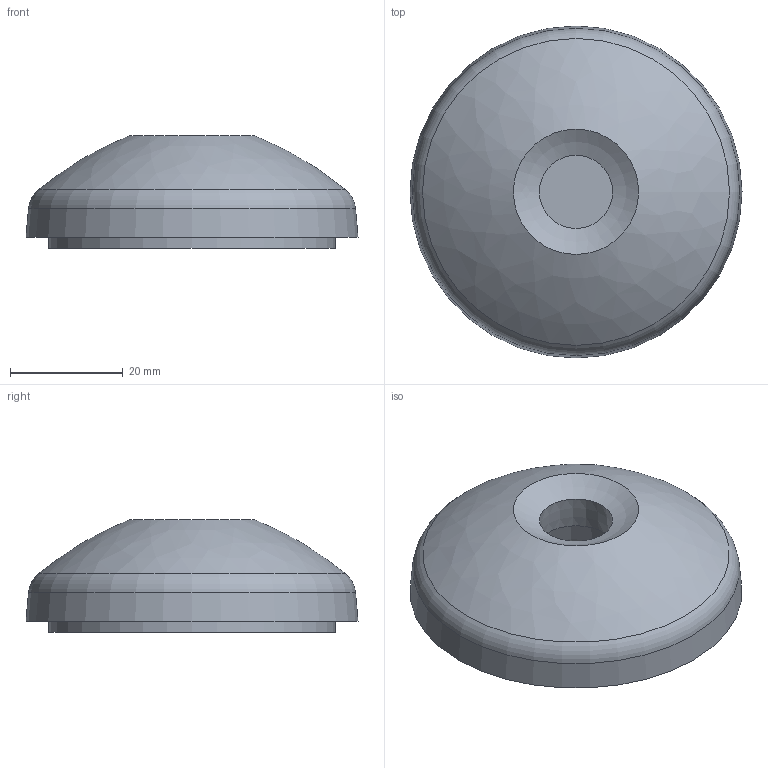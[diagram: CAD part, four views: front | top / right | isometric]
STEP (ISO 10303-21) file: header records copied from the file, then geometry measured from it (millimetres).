
FILE_DESCRIPTION(/* description */ ('Teller 60 mit Anti-Slip-Platte'),/* implementation_level */ '2;1');
FILE_NAME(/* name */ '203600403 Teller 60 mit Anti-Slip-Platte.stp',/* time_stamp */ '2020-02-05T09:13:51+01:00',/* author */ ('wheldmann'),/* organization */ (''),/* preprocessor_version */ 'ST-DEVELOPER v17.2',/* originating_system */ 'Autodesk Inventor 2019',/* authorisation */ ' ');
FILE_SCHEMA (('AUTOMOTIVE_DESIGN { 1 0 10303 214 3 1 1 }'));
Length unit declared in the file: millimetre
Products named in the file (1): 203600403
Bounding box: 59 x 59 x 20 mm (x, y, z)
Volume: 34253.7 mm3; surface area: 8800.2 mm2
Topology: 1 solids, 1 shells, 12 faces, 32 edges, 24 vertices
Faces by surface type: plane 4, cone 4, cylinder 1, sphere 1, bspline 1, torus 1
Full cylindrical faces by diameter (mm): 51 x1
Entity records: 470 total; most frequent: CARTESIAN_POINT 95, DIRECTION 83, ORIENTED_EDGE 64, AXIS2_PLACEMENT_3D 39, EDGE_CURVE 32, CIRCLE 27, VERTEX_POINT 24, EDGE_LOOP 14
